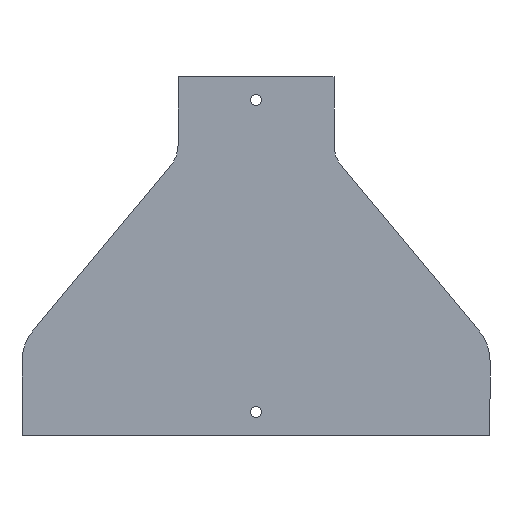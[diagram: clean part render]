
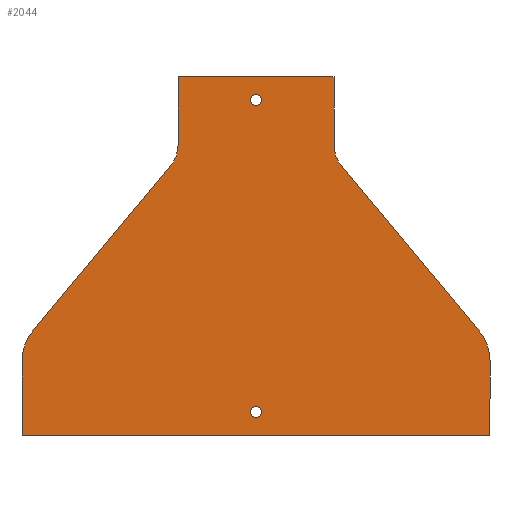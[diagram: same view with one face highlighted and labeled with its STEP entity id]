
A CAD part, front view. The second image highlights one B-rep face of the part: STEP entity #2044.
In plain terms, the highlighted planar face has unit normal (0, -1, 0).
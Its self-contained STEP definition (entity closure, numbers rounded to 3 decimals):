
#73 = VERTEX_POINT ( 'NONE', #323 ) ;
#96 = VERTEX_POINT ( 'NONE', #283 ) ;
#98 = VERTEX_POINT ( 'NONE', #291 ) ;
#99 = VERTEX_POINT ( 'NONE', #261 ) ;
#105 = VERTEX_POINT ( 'NONE', #236 ) ;
#111 = VERTEX_POINT ( 'NONE', #310 ) ;
#114 = VERTEX_POINT ( 'NONE', #313 ) ;
#124 = VERTEX_POINT ( 'NONE', #298 ) ;
#130 = VERTEX_POINT ( 'NONE', #262 ) ;
#138 = VERTEX_POINT ( 'NONE', #207 ) ;
#142 = VERTEX_POINT ( 'NONE', #219 ) ;
#144 = VERTEX_POINT ( 'NONE', #221 ) ;
#207 = CARTESIAN_POINT ( 'NONE',  ( -150., 0., -182.241 ) ) ;
#219 = CARTESIAN_POINT ( 'NONE',  ( -54.636, 0., -56.942 ) ) ;
#221 = CARTESIAN_POINT ( 'NONE',  ( -143.047, 0., -163.035 ) ) ;
#236 = CARTESIAN_POINT ( 'NONE',  ( 143.047, 0., -163.035 ) ) ;
#249 = DIRECTION ( 'NONE',  ( 0., 1., 0. ) ) ;
#250 = DIRECTION ( 'NONE',  ( 0., 0., 1. ) ) ;
#251 = CARTESIAN_POINT ( 'NONE',  ( -120., 0., -182.241 ) ) ;
#252 = CARTESIAN_POINT ( 'NONE',  ( -54.636, 0., -56.942 ) ) ;
#261 = CARTESIAN_POINT ( 'NONE',  ( 50., 0., 0. ) ) ;
#262 = CARTESIAN_POINT ( 'NONE',  ( -150., 0., -230. ) ) ;
#283 = CARTESIAN_POINT ( 'NONE',  ( 50., 0., -44.139 ) ) ;
#291 = CARTESIAN_POINT ( 'NONE',  ( -50., 0., 0. ) ) ;
#293 = DIRECTION ( 'NONE',  ( 0.64, 0., 0.768 ) ) ;
#298 = CARTESIAN_POINT ( 'NONE',  ( 150., 0., -230. ) ) ;
#310 = CARTESIAN_POINT ( 'NONE',  ( 150., 0., -182.241 ) ) ;
#313 = CARTESIAN_POINT ( 'NONE',  ( 54.636, 0., -56.942 ) ) ;
#323 = CARTESIAN_POINT ( 'NONE',  ( -50., 0., -44.139 ) ) ;
#350 = LINE ( 'NONE', #1090, #353 ) ;
#353 = VECTOR ( 'NONE', #1091, 1000. ) ;
#356 = LINE ( 'NONE', #1096, #360 ) ;
#360 = VECTOR ( 'NONE', #1097, 1000. ) ;
#383 = FACE_BOUND ( 'NONE', #1648, .T. ) ;
#388 = FACE_OUTER_BOUND ( 'NONE', #1678, .T. ) ;
#392 = FACE_BOUND ( 'NONE', #1674, .T. ) ;
#489 = VERTEX_POINT ( 'NONE', #2013 ) ;
#490 = VERTEX_POINT ( 'NONE', #2012 ) ;
#664 = CARTESIAN_POINT ( 'NONE',  ( -150., 0., -182.241 ) ) ;
#668 = DIRECTION ( 'NONE',  ( 0., 0., 1. ) ) ;
#720 = CARTESIAN_POINT ( 'NONE',  ( -50., 0., 0. ) ) ;
#721 = DIRECTION ( 'NONE',  ( 1., 0., 0. ) ) ;
#737 = CARTESIAN_POINT ( 'NONE',  ( -50., 0., 0. ) ) ;
#738 = DIRECTION ( 'NONE',  ( 0., 0., 1. ) ) ;
#756 = EDGE_CURVE ( 'NONE', #138, #144, #1709, .T. ) ;
#759 = EDGE_CURVE ( 'NONE', #144, #142, #1711, .T. ) ;
#762 = EDGE_CURVE ( 'NONE', #142, #73, #1716, .T. ) ;
#764 = EDGE_CURVE ( 'NONE', #489, #489, #1719, .T. ) ;
#765 = EDGE_CURVE ( 'NONE', #490, #490, #1722, .T. ) ;
#849 = AXIS2_PLACEMENT_3D ( 'NONE', #251, #249, #250 ) ;
#851 = AXIS2_PLACEMENT_3D ( 'NONE', #981, #1029, #1000 ) ;
#853 = AXIS2_PLACEMENT_3D ( 'NONE', #1020, #1021, #1022 ) ;
#854 = AXIS2_PLACEMENT_3D ( 'NONE', #1025, #1024, #1026 ) ;
#889 = AXIS2_PLACEMENT_3D ( 'NONE', #1049, #1050, #1051 ) ;
#891 = AXIS2_PLACEMENT_3D ( 'NONE', #1062, #1063, #1064 ) ;
#904 = AXIS2_PLACEMENT_3D ( 'NONE', #1138, #1136, #1141 ) ;
#981 = CARTESIAN_POINT ( 'NONE',  ( -70., 0., -44.139 ) ) ;
#1000 = DIRECTION ( 'NONE',  ( 0., 0., 1. ) ) ;
#1020 = CARTESIAN_POINT ( 'NONE',  ( 0., 0., -215. ) ) ;
#1021 = DIRECTION ( 'NONE',  ( 0., -1., 0. ) ) ;
#1022 = DIRECTION ( 'NONE',  ( 0., 0., -1. ) ) ;
#1024 = DIRECTION ( 'NONE',  ( 0., -1., 0. ) ) ;
#1025 = CARTESIAN_POINT ( 'NONE',  ( 0., 0., -15. ) ) ;
#1026 = DIRECTION ( 'NONE',  ( 0., 0., -1. ) ) ;
#1029 = DIRECTION ( 'NONE',  ( 0., -1., 0. ) ) ;
#1042 = CARTESIAN_POINT ( 'NONE',  ( 50., 0., 0. ) ) ;
#1043 = DIRECTION ( 'NONE',  ( 0., 0., -1. ) ) ;
#1048 = DIRECTION ( 'NONE',  ( 0.64, 0., -0.768 ) ) ;
#1049 = CARTESIAN_POINT ( 'NONE',  ( 70., 0., -44.139 ) ) ;
#1050 = DIRECTION ( 'NONE',  ( 0., -1., 0. ) ) ;
#1051 = DIRECTION ( 'NONE',  ( 0., 0., -1. ) ) ;
#1052 = CARTESIAN_POINT ( 'NONE',  ( 54.636, 0., -56.942 ) ) ;
#1062 = CARTESIAN_POINT ( 'NONE',  ( 120., 0., -182.241 ) ) ;
#1063 = DIRECTION ( 'NONE',  ( 0., 1., 0. ) ) ;
#1064 = DIRECTION ( 'NONE',  ( 0., 0., -1. ) ) ;
#1090 = CARTESIAN_POINT ( 'NONE',  ( 150., 0., -182.241 ) ) ;
#1091 = DIRECTION ( 'NONE',  ( 0., 0., -1. ) ) ;
#1096 = CARTESIAN_POINT ( 'NONE',  ( -150., 0., -230. ) ) ;
#1097 = DIRECTION ( 'NONE',  ( -1., 0., 0. ) ) ;
#1136 = DIRECTION ( 'NONE',  ( 0., 1., 0. ) ) ;
#1138 = CARTESIAN_POINT ( 'NONE',  ( -70., 0., -44.139 ) ) ;
#1139 = PLANE ( 'NONE',  #904 ) ;
#1141 = DIRECTION ( 'NONE',  ( 0., 0., 1. ) ) ;
#1278 = EDGE_CURVE ( 'NONE', #130, #138, #1862, .T. ) ;
#1301 = EDGE_CURVE ( 'NONE', #98, #99, #1903, .T. ) ;
#1311 = EDGE_CURVE ( 'NONE', #73, #98, #1920, .T. ) ;
#1319 = EDGE_CURVE ( 'NONE', #99, #96, #1932, .T. ) ;
#1322 = EDGE_CURVE ( 'NONE', #96, #114, #1938, .T. ) ;
#1325 = EDGE_CURVE ( 'NONE', #114, #105, #1943, .T. ) ;
#1328 = EDGE_CURVE ( 'NONE', #105, #111, #1947, .T. ) ;
#1339 = EDGE_CURVE ( 'NONE', #111, #124, #350, .T. ) ;
#1342 = EDGE_CURVE ( 'NONE', #124, #130, #356, .T. ) ;
#1404 = ORIENTED_EDGE ( 'NONE', *, *, #764, .F. ) ;
#1405 = ORIENTED_EDGE ( 'NONE', *, *, #765, .F. ) ;
#1406 = ORIENTED_EDGE ( 'NONE', *, *, #1278, .F. ) ;
#1407 = ORIENTED_EDGE ( 'NONE', *, *, #1342, .F. ) ;
#1408 = ORIENTED_EDGE ( 'NONE', *, *, #1339, .F. ) ;
#1409 = ORIENTED_EDGE ( 'NONE', *, *, #1328, .F. ) ;
#1410 = ORIENTED_EDGE ( 'NONE', *, *, #1325, .F. ) ;
#1411 = ORIENTED_EDGE ( 'NONE', *, *, #1322, .F. ) ;
#1412 = ORIENTED_EDGE ( 'NONE', *, *, #1319, .F. ) ;
#1413 = ORIENTED_EDGE ( 'NONE', *, *, #1301, .F. ) ;
#1414 = ORIENTED_EDGE ( 'NONE', *, *, #1311, .F. ) ;
#1415 = ORIENTED_EDGE ( 'NONE', *, *, #762, .F. ) ;
#1416 = ORIENTED_EDGE ( 'NONE', *, *, #759, .F. ) ;
#1417 = ORIENTED_EDGE ( 'NONE', *, *, #756, .F. ) ;
#1648 = EDGE_LOOP ( 'NONE', ( #1404 ) ) ;
#1674 = EDGE_LOOP ( 'NONE', ( #1405 ) ) ;
#1678 = EDGE_LOOP ( 'NONE', ( #1406, #1407, #1408, #1409, #1410, #1411, #1412, #1413, #1414, #1415, #1416, #1417 ) ) ;
#1709 = CIRCLE ( 'NONE', #849, 30. ) ;
#1711 = LINE ( 'NONE', #252, #1713 ) ;
#1713 = VECTOR ( 'NONE', #293, 1000. ) ;
#1716 = CIRCLE ( 'NONE', #851, 20. ) ;
#1719 = CIRCLE ( 'NONE', #853, 3.5 ) ;
#1722 = CIRCLE ( 'NONE', #854, 3.5 ) ;
#1862 = LINE ( 'NONE', #664, #1867 ) ;
#1867 = VECTOR ( 'NONE', #668, 1000. ) ;
#1903 = LINE ( 'NONE', #720, #1906 ) ;
#1906 = VECTOR ( 'NONE', #721, 1000. ) ;
#1920 = LINE ( 'NONE', #737, #1922 ) ;
#1922 = VECTOR ( 'NONE', #738, 1000. ) ;
#1932 = LINE ( 'NONE', #1042, #1935 ) ;
#1935 = VECTOR ( 'NONE', #1043, 1000. ) ;
#1938 = CIRCLE ( 'NONE', #889, 20. ) ;
#1943 = LINE ( 'NONE', #1052, #1945 ) ;
#1945 = VECTOR ( 'NONE', #1048, 1000. ) ;
#1947 = CIRCLE ( 'NONE', #891, 30. ) ;
#2012 = CARTESIAN_POINT ( 'NONE',  ( 0., 0., -18.5 ) ) ;
#2013 = CARTESIAN_POINT ( 'NONE',  ( 0., 0., -218.5 ) ) ;
#2044 = ADVANCED_FACE ( 'NONE', ( #383, #392, #388 ), #1139, .F. ) ;
